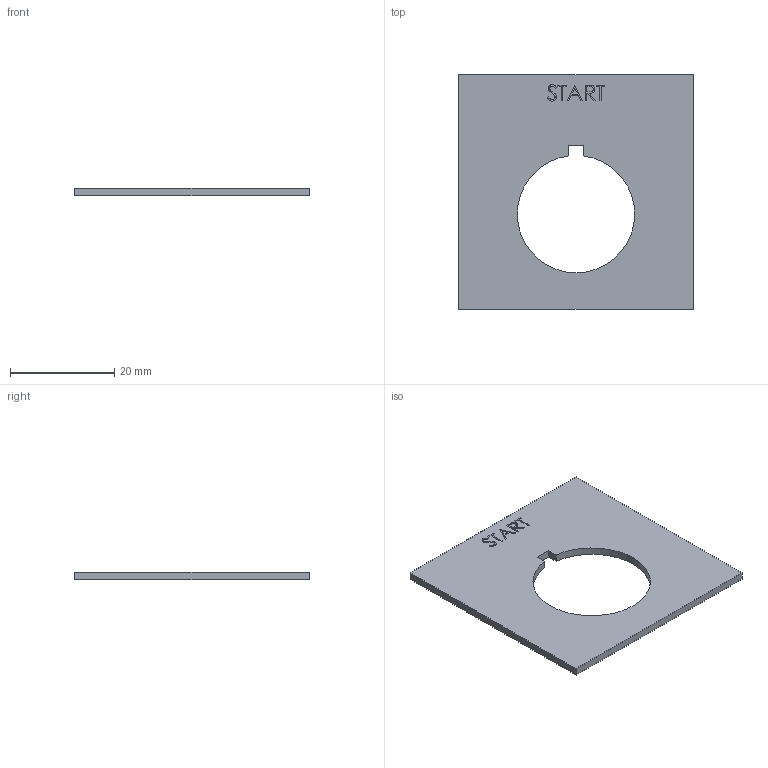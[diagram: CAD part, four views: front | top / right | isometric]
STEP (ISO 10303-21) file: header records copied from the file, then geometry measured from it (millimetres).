
FILE_DESCRIPTION (( 'STEP AP214' ), '1' );
FILE_NAME ('ECX1690-B10.step', '2018-10-10T17:11:52', ( '' ), ( '' ), 'SwSTEP 2.0', 'SolidWorks 2018', '' );
FILE_SCHEMA (( 'AUTOMOTIVE_DESIGN' ));
Length unit declared in the file: inch
Products named in the file (1): ECX1690-B10
Bounding box: 45 x 45 x 1.5 mm (x, y, z)
Volume: 2432.2 mm3; surface area: 3626.8 mm2
Topology: 1 solids, 1 shells, 79 faces, 210 edges, 140 vertices
Faces by surface type: plane 56, bspline 20, cylinder 3
Entity records: 4248 total; most frequent: CARTESIAN_POINT 1506, ORIENTED_EDGE 420, DIRECTION 296, EDGE_CURVE 210, VECTOR 164, LINE 164, VERTEX_POINT 140, EDGE_LOOP 88
